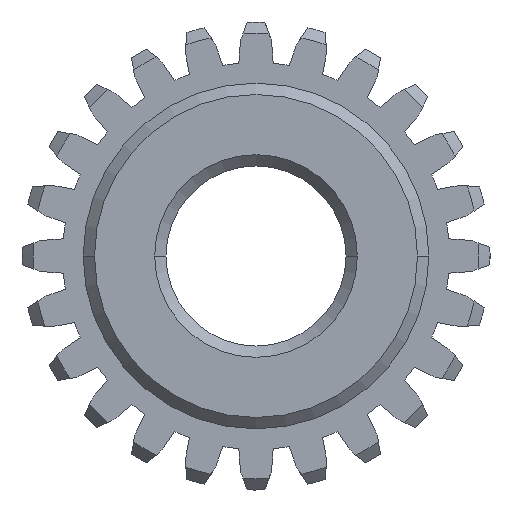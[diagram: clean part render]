
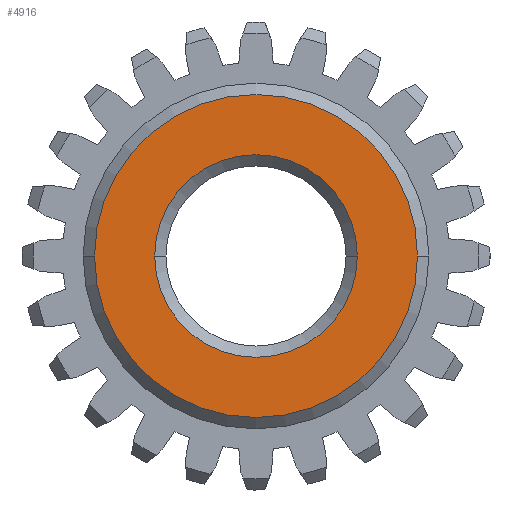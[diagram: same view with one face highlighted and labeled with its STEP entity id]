
A CAD part, left-side view. The second image highlights one B-rep face of the part: STEP entity #4916.
In plain terms, the highlighted planar face has unit normal (-1, 0, 0).
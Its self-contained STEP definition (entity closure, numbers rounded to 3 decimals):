
#771=CARTESIAN_POINT('',(-31.75,0.,0.));
#772=DIRECTION('',(-1.,0.,0.));
#773=DIRECTION('',(0.,1.,0.));
#774=AXIS2_PLACEMENT_3D('',#771,#772,#773);
#776=CARTESIAN_POINT('',(-31.75,0.,0.));
#777=DIRECTION('',(1.,0.,0.));
#778=DIRECTION('',(0.,1.,0.));
#779=AXIS2_PLACEMENT_3D('',#776,#777,#778);
#785=CARTESIAN_POINT('',(-31.75,0.,0.));
#786=DIRECTION('',(1.,0.,0.));
#787=DIRECTION('',(0.,1.,0.));
#788=AXIS2_PLACEMENT_3D('',#785,#786,#787);
#794=CARTESIAN_POINT('',(-31.75,0.,0.));
#795=DIRECTION('',(-1.,0.,0.));
#796=DIRECTION('',(0.,1.,0.));
#797=AXIS2_PLACEMENT_3D('',#794,#795,#796);
#3523=CARTESIAN_POINT('',(-31.75,14.24,0.));
#3524=VERTEX_POINT('',#3523);
#3525=CARTESIAN_POINT('',(-31.75,8.938,0.));
#3527=VERTEX_POINT('',#3525);
#3537=CARTESIAN_POINT('',(-31.75,-14.24,0.));
#3538=VERTEX_POINT('',#3537);
#3539=CARTESIAN_POINT('',(-31.75,-8.938,0.));
#3541=VERTEX_POINT('',#3539);
#4901=CARTESIAN_POINT('',(-31.75,0.,0.));
#4902=DIRECTION('',(-1.,0.,0.));
#4903=DIRECTION('',(0.,1.,0.));
#4904=AXIS2_PLACEMENT_3D('',#4901,#4902,#4903);
#4905=PLANE('',#4904);
#4906=ORIENTED_EDGE('',*,*,#4880,.F.);
#4907=ORIENTED_EDGE('',*,*,#4896,.T.);
#4908=EDGE_LOOP('',(#4906,#4907));
#4909=FACE_OUTER_BOUND('',#4908,.F.);
#4911=ORIENTED_EDGE('',*,*,#4910,.F.);
#4913=ORIENTED_EDGE('',*,*,#4912,.T.);
#4914=EDGE_LOOP('',(#4911,#4913));
#4915=FACE_BOUND('',#4914,.F.);
#775=CIRCLE('',#774,14.24);
#780=CIRCLE('',#779,14.24);
#789=CIRCLE('',#788,8.938);
#798=CIRCLE('',#797,8.938);
#4880=EDGE_CURVE('',#3524,#3538,#775,.T.);
#4896=EDGE_CURVE('',#3524,#3538,#780,.T.);
#4910=EDGE_CURVE('',#3527,#3541,#789,.T.);
#4912=EDGE_CURVE('',#3527,#3541,#798,.T.);
#4916=ADVANCED_FACE('',(#4909,#4915),#4905,.T.);
